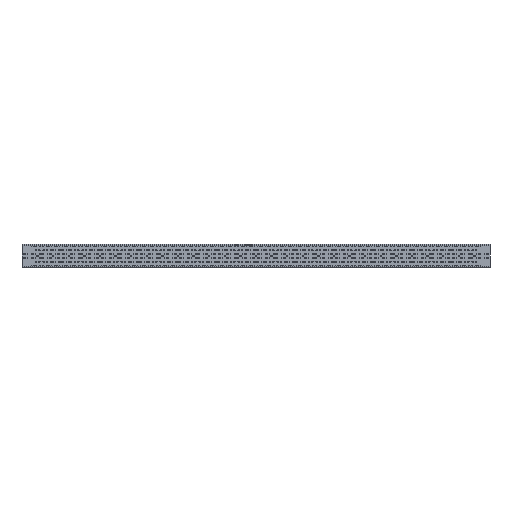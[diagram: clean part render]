
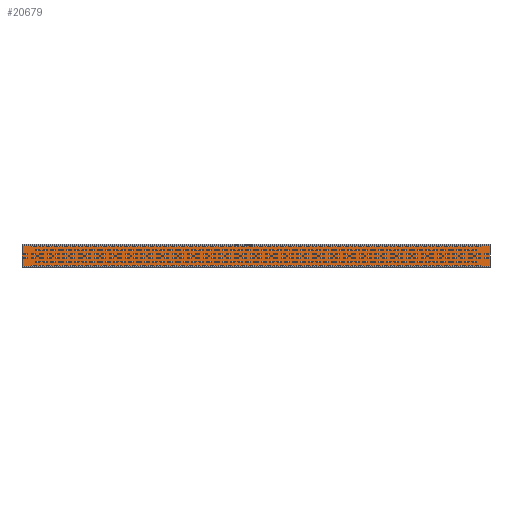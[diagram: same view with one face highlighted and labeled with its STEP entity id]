
A CAD part, top view. The second image highlights one B-rep face of the part: STEP entity #20679.
In plain terms, the highlighted planar face has unit normal (0, 0, 1).
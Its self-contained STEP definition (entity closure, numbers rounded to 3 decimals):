
#2671=FACE_OUTER_BOUND('',#3571,.T.);
#3571=EDGE_LOOP('',(#16400,#16401,#16402,#16403));
#6177=LINE('',#31116,#7861);
#6193=LINE('',#31168,#7877);
#6206=LINE('',#31199,#7890);
#6208=LINE('',#31203,#7892);
#7861=VECTOR('',#24197,1.);
#7877=VECTOR('',#24237,1.);
#7890=VECTOR('',#24274,1.);
#7892=VECTOR('',#24280,1.);
#9548=VERTEX_POINT('',#31113);
#9549=VERTEX_POINT('',#31115);
#9572=VERTEX_POINT('',#31165);
#9573=VERTEX_POINT('',#31167);
#12926=EDGE_CURVE('',#9549,#9548,#6177,.T.);
#12952=EDGE_CURVE('',#9572,#9573,#6193,.T.);
#12968=EDGE_CURVE('',#9573,#9548,#6206,.F.);
#12970=EDGE_CURVE('',#9572,#9549,#6208,.T.);
#16400=ORIENTED_EDGE('',*,*,#12968,.F.);
#16401=ORIENTED_EDGE('',*,*,#12952,.F.);
#16402=ORIENTED_EDGE('',*,*,#12970,.T.);
#16403=ORIENTED_EDGE('',*,*,#12926,.T.);
#19782=PLANE('',#21597);
#20679=ADVANCED_FACE('',(#2671),#19782,.T.);
#21597=AXIS2_PLACEMENT_3D('',#31202,#24278,#24279);
#24197=DIRECTION('',(0.,1.,0.));
#24237=DIRECTION('',(0.,1.,0.));
#24274=DIRECTION('',(-1.,0.,0.));
#24278=DIRECTION('center_axis',(0.,0.,1.));
#24279=DIRECTION('ref_axis',(0.,-1.,0.));
#24280=DIRECTION('',(1.,0.,0.));
#31113=CARTESIAN_POINT('',(3139.037,156.244,-12.));
#31115=CARTESIAN_POINT('',(3139.037,13.244,-12.));
#31116=CARTESIAN_POINT('',(3139.037,84.744,-12.));
#31165=CARTESIAN_POINT('',(109.037,13.244,-12.));
#31167=CARTESIAN_POINT('',(109.037,156.244,-12.));
#31168=CARTESIAN_POINT('',(109.037,84.744,-12.));
#31199=CARTESIAN_POINT('',(1624.037,156.244,-12.));
#31202=CARTESIAN_POINT('Origin',(1624.037,156.244,-12.));
#31203=CARTESIAN_POINT('',(1624.037,13.244,-12.));
